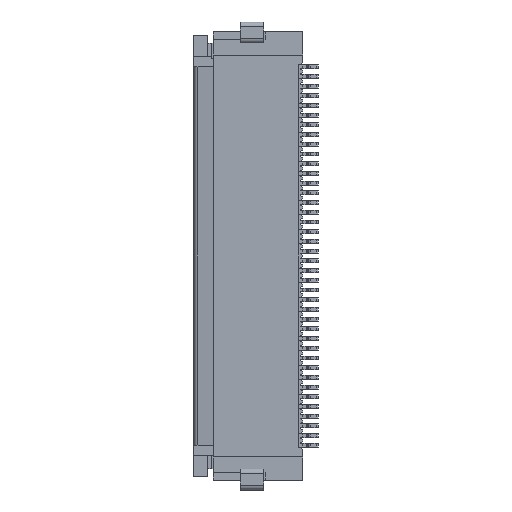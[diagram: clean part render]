
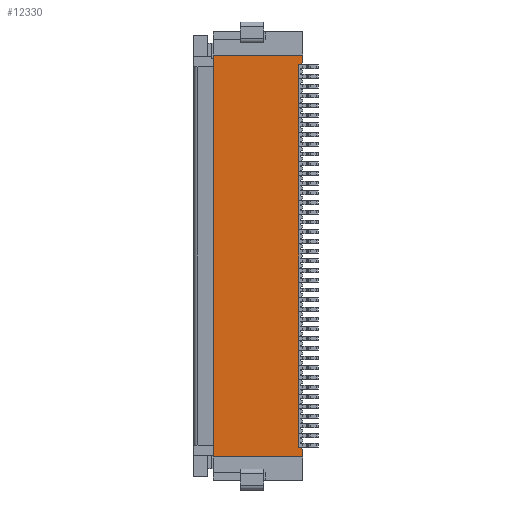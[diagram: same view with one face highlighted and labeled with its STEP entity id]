
A CAD part, left-side view. The second image highlights one B-rep face of the part: STEP entity #12330.
In plain terms, the highlighted planar face has unit normal (-1, 0, 0).
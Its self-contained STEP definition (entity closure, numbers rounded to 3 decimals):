
#10880=CARTESIAN_POINT('',(-2.015,1.009,16.058));
#10890=VERTEX_POINT('',#10880);
#10920=CARTESIAN_POINT('',(-2.015,1.009,16.325));
#10930=DIRECTION('',(0.,0.,1.));
#10940=VECTOR('',#10930,1.);
#10950=LINE('',#10920,#10940);
#10960=CARTESIAN_POINT('',(-2.015,1.009,-4.643));
#10970=VERTEX_POINT('',#10960);
#10980=EDGE_CURVE('',#10970,#10890,#10950,.T.);
#11710=CARTESIAN_POINT('',(-2.015,-3.341,22.055));
#11720=DIRECTION('',(-1.,0.,0.));
#11730=DIRECTION('',(0.,-1.,0.));
#11740=AXIS2_PLACEMENT_3D('',#11710,#11720,#11730);
#11750=PLANE('',#11740);
#11760=CARTESIAN_POINT('',(-2.015,-3.391,18.055));
#11770=DIRECTION('',(0.,0.,-1.));
#11780=VECTOR('',#11770,1.);
#11790=LINE('',#11760,#11780);
#11800=CARTESIAN_POINT('',(-2.015,-3.391,15.555));
#11810=VERTEX_POINT('',#11800);
#11820=CARTESIAN_POINT('',(-2.015,-3.391,-4.14));
#11830=VERTEX_POINT('',#11820);
#11840=EDGE_CURVE('',#11810,#11830,#11790,.T.);
#11850=ORIENTED_EDGE('',*,*,#11840,.F.);
#11860=CARTESIAN_POINT('',(-2.015,0.,-2.402));
#11870=DIRECTION('',(0.,-0.89,-0.456));
#11880=VECTOR('',#11870,1.);
#11890=LINE('',#11860,#11880);
#11900=CARTESIAN_POINT('',(-2.015,-3.591,-4.243));
#11910=VERTEX_POINT('',#11900);
#11920=EDGE_CURVE('',#11830,#11910,#11890,.T.);
#11930=ORIENTED_EDGE('',*,*,#11920,.F.);
#11940=CARTESIAN_POINT('',(-2.015,-3.591,-5.69));
#11950=DIRECTION('',(0.,0.,1.));
#11960=VECTOR('',#11950,1.);
#11970=LINE('',#11940,#11960);
#11980=CARTESIAN_POINT('',(-2.015,-3.591,-4.643));
#11990=VERTEX_POINT('',#11980);
#12000=EDGE_CURVE('',#11990,#11910,#11970,.T.);
#12010=ORIENTED_EDGE('',*,*,#12000,.T.);
#12020=CARTESIAN_POINT('',(-2.015,1.009,-4.643));
#12030=DIRECTION('',(0.,-1.,0.));
#12040=VECTOR('',#12030,1.);
#12050=LINE('',#12020,#12040);
#12060=EDGE_CURVE('',#10970,#11990,#12050,.T.);
#12070=ORIENTED_EDGE('',*,*,#12060,.T.);
#12080=ORIENTED_EDGE('',*,*,#10980,.F.);
#12090=CARTESIAN_POINT('',(-2.015,1.009,16.058));
#12100=DIRECTION('',(0.,-1.,0.));
#12110=VECTOR('',#12100,1.);
#12120=LINE('',#12090,#12110);
#12130=CARTESIAN_POINT('',(-2.015,-3.591,16.058));
#12140=VERTEX_POINT('',#12130);
#12150=EDGE_CURVE('',#10890,#12140,#12120,.T.);
#12160=ORIENTED_EDGE('',*,*,#12150,.F.);
#12170=CARTESIAN_POINT('',(-2.015,-3.591,17.105));
#12180=DIRECTION('',(0.,0.,-1.));
#12190=VECTOR('',#12180,1.);
#12200=LINE('',#12170,#12190);
#12210=CARTESIAN_POINT('',(-2.015,-3.591,15.658));
#12220=VERTEX_POINT('',#12210);
#12230=EDGE_CURVE('',#12140,#12220,#12200,.T.);
#12240=ORIENTED_EDGE('',*,*,#12230,.F.);
#12250=CARTESIAN_POINT('',(-2.015,0.,13.817));
#12260=DIRECTION('',(0.,0.89,-0.456));
#12270=VECTOR('',#12260,1.);
#12280=LINE('',#12250,#12270);
#12290=EDGE_CURVE('',#12220,#11810,#12280,.T.);
#12300=ORIENTED_EDGE('',*,*,#12290,.F.);
#12310=EDGE_LOOP('',(#12300,#12240,#12160,#12080,#12070,#12010,#11930,
#11850));
#12320=FACE_OUTER_BOUND('',#12310,.T.);
#12330=ADVANCED_FACE('',(#12320),#11750,.T.);
